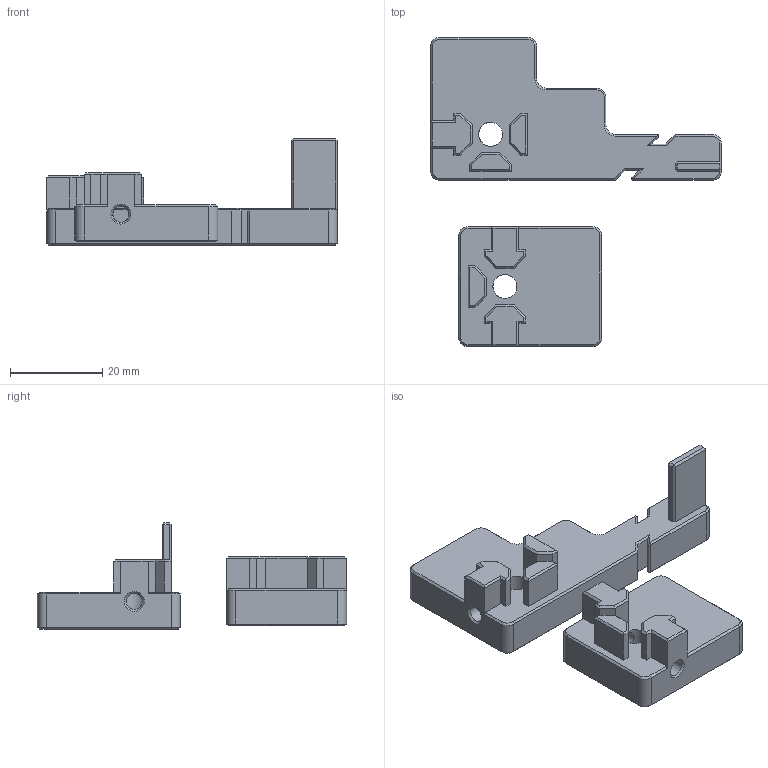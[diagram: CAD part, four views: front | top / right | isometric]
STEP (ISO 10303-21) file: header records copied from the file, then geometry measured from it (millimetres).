
FILE_DESCRIPTION(/* description */ (''),/* implementation_level */ '2;1');
FILE_NAME(/* name */ 'X轴线轨盖.stp',/* time_stamp */ '2024-09-14T23:49:52+08:00',/* author */ (''),/* organization */ (''),/* preprocessor_version */ 'ST-DEVELOPER v15.2',/* originating_system */ 'Autodesk Translator Framework v2.0.0.5431',/* authorisation */ '');
FILE_SCHEMA (('AUTOMOTIVE_DESIGN { 1 0 10303 214 3 1 1 }'));
Length unit declared in the file: centimetre
Products named in the file (1): X轴线轨盖
Bounding box: 63 x 67 x 23 mm (x, y, z)
Volume: 17506.8 mm3; surface area: 8394.9 mm2
Topology: 2 solids, 2 shells, 254 faces, 598 edges, 348 vertices
Faces by surface type: plane 200, cone 33, cylinder 21
Full cylindrical faces by diameter (mm): 3.5 x3, 5.2 x2, 10 x2
Entity records: 6997 total; most frequent: CARTESIAN_POINT 1275, DIRECTION 1154, ORIENTED_EDGE 1150, EDGE_CURVE 575, LINE 496, VECTOR 496, VERTEX_POINT 342, AXIS2_PLACEMENT_3D 329
